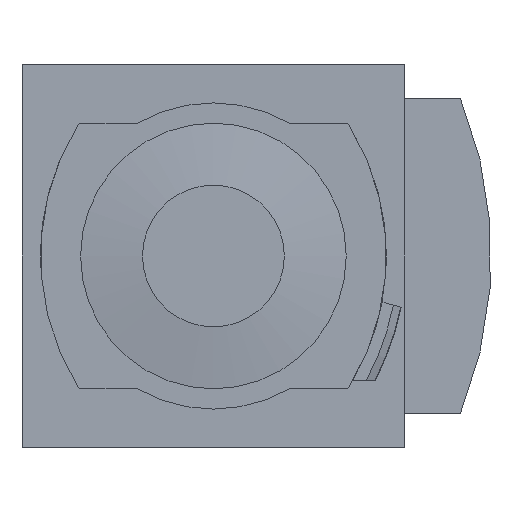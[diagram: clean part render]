
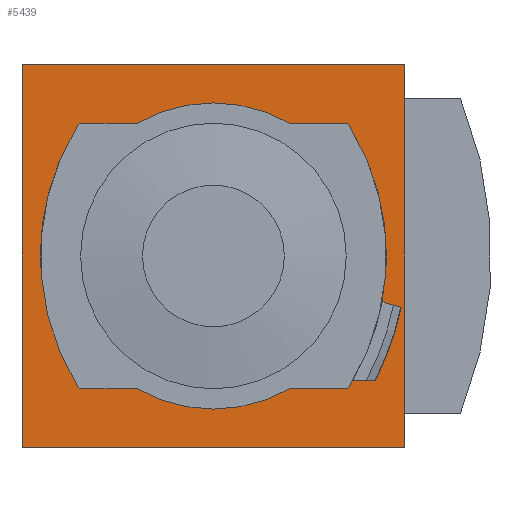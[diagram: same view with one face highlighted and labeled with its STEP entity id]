
A CAD part, front view. The second image highlights one B-rep face of the part: STEP entity #5439.
In plain terms, the highlighted planar face has unit normal (0, -1, 0).
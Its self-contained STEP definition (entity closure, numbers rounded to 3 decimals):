
#104=PLANE('',#5695);
#418=LINE('',#7565,#877);
#419=LINE('',#7568,#878);
#420=LINE('',#7570,#879);
#421=LINE('',#7572,#880);
#422=LINE('',#7573,#881);
#423=LINE('',#7577,#882);
#424=LINE('',#7580,#883);
#425=LINE('',#7584,#884);
#426=LINE('',#7589,#885);
#427=LINE('',#7593,#886);
#877=VECTOR('',#6319,1000.);
#878=VECTOR('',#6320,1000.);
#879=VECTOR('',#6321,1000.);
#880=VECTOR('',#6322,1000.);
#881=VECTOR('',#6323,1000.);
#882=VECTOR('',#6326,1000.);
#883=VECTOR('',#6329,1000.);
#884=VECTOR('',#6332,1000.);
#885=VECTOR('',#6337,1000.);
#886=VECTOR('',#6340,1000.);
#1161=CIRCLE('',#5687,40.);
#1163=CIRCLE('',#5689,40.);
#1167=CIRCLE('',#5694,40.);
#1168=CIRCLE('',#5696,41.2);
#1169=CIRCLE('',#5697,0.5);
#1170=CIRCLE('',#5698,24.8);
#1171=CIRCLE('',#5699,0.5);
#1172=CIRCLE('',#5700,0.5);
#1173=CIRCLE('',#5701,24.8);
#1174=CIRCLE('',#5702,0.5);
#1585=ORIENTED_EDGE('',*,*,#2629,.F.);
#1586=ORIENTED_EDGE('',*,*,#2630,.F.);
#1587=ORIENTED_EDGE('',*,*,#2631,.F.);
#1588=ORIENTED_EDGE('',*,*,#2632,.F.);
#1589=ORIENTED_EDGE('',*,*,#2618,.T.);
#1590=ORIENTED_EDGE('',*,*,#2633,.F.);
#1591=ORIENTED_EDGE('',*,*,#2634,.F.);
#1592=ORIENTED_EDGE('',*,*,#2635,.F.);
#1593=ORIENTED_EDGE('',*,*,#2614,.T.);
#1594=ORIENTED_EDGE('',*,*,#2636,.T.);
#1595=ORIENTED_EDGE('',*,*,#2637,.T.);
#1596=ORIENTED_EDGE('',*,*,#2638,.T.);
#1597=ORIENTED_EDGE('',*,*,#2639,.T.);
#1598=ORIENTED_EDGE('',*,*,#2640,.T.);
#1599=ORIENTED_EDGE('',*,*,#2626,.T.);
#1600=ORIENTED_EDGE('',*,*,#2641,.T.);
#1601=ORIENTED_EDGE('',*,*,#2642,.T.);
#1602=ORIENTED_EDGE('',*,*,#2643,.T.);
#1603=ORIENTED_EDGE('',*,*,#2644,.T.);
#1604=ORIENTED_EDGE('',*,*,#2645,.T.);
#2614=EDGE_CURVE('',#3137,#3136,#1161,.T.);
#2618=EDGE_CURVE('',#3133,#3140,#1163,.T.);
#2626=EDGE_CURVE('',#3145,#3148,#1167,.T.);
#2629=EDGE_CURVE('',#3149,#3150,#418,.T.);
#2630=EDGE_CURVE('',#3151,#3149,#419,.T.);
#2631=EDGE_CURVE('',#3152,#3151,#420,.T.);
#2632=EDGE_CURVE('',#3150,#3152,#421,.T.);
#2633=EDGE_CURVE('',#3153,#3140,#422,.T.);
#2634=EDGE_CURVE('',#3154,#3153,#1168,.F.);
#2635=EDGE_CURVE('',#3137,#3154,#423,.T.);
#2636=EDGE_CURVE('',#3136,#3155,#1169,.T.);
#2637=EDGE_CURVE('',#3155,#3156,#424,.T.);
#2638=EDGE_CURVE('',#3156,#3157,#1170,.T.);
#2639=EDGE_CURVE('',#3157,#3158,#425,.T.);
#2640=EDGE_CURVE('',#3158,#3145,#1171,.T.);
#2641=EDGE_CURVE('',#3148,#3159,#1172,.T.);
#2642=EDGE_CURVE('',#3159,#3160,#426,.T.);
#2643=EDGE_CURVE('',#3160,#3161,#1173,.T.);
#2644=EDGE_CURVE('',#3161,#3162,#427,.T.);
#2645=EDGE_CURVE('',#3162,#3133,#1174,.T.);
#3133=VERTEX_POINT('',#7530);
#3136=VERTEX_POINT('',#7535);
#3137=VERTEX_POINT('',#7537);
#3140=VERTEX_POINT('',#7543);
#3145=VERTEX_POINT('',#7555);
#3148=VERTEX_POINT('',#7560);
#3149=VERTEX_POINT('',#7566);
#3150=VERTEX_POINT('',#7567);
#3151=VERTEX_POINT('',#7569);
#3152=VERTEX_POINT('',#7571);
#3153=VERTEX_POINT('',#7574);
#3154=VERTEX_POINT('',#7576);
#3155=VERTEX_POINT('',#7579);
#3156=VERTEX_POINT('',#7581);
#3157=VERTEX_POINT('',#7583);
#3158=VERTEX_POINT('',#7585);
#3159=VERTEX_POINT('',#7588);
#3160=VERTEX_POINT('',#7590);
#3161=VERTEX_POINT('',#7592);
#3162=VERTEX_POINT('',#7594);
#3433=EDGE_LOOP('',(#1585,#1586,#1587,#1588));
#3434=EDGE_LOOP('',(#1589,#1590,#1591,#1592,#1593,#1594,#1595,#1596,#1597,
#1598,#1599,#1600,#1601,#1602,#1603,#1604));
#3673=FACE_BOUND('',#3433,.T.);
#3674=FACE_BOUND('',#3434,.T.);
#5439=ADVANCED_FACE('',(#3673,#3674),#104,.F.);
#5687=AXIS2_PLACEMENT_3D('',#7536,#6293,#6294);
#5689=AXIS2_PLACEMENT_3D('',#7544,#6299,#6300);
#5694=AXIS2_PLACEMENT_3D('',#7561,#6313,#6314);
#5695=AXIS2_PLACEMENT_3D('',#7564,#6317,#6318);
#5696=AXIS2_PLACEMENT_3D('',#7575,#6324,#6325);
#5697=AXIS2_PLACEMENT_3D('',#7578,#6327,#6328);
#5698=AXIS2_PLACEMENT_3D('',#7582,#6330,#6331);
#5699=AXIS2_PLACEMENT_3D('',#7586,#6333,#6334);
#5700=AXIS2_PLACEMENT_3D('',#7587,#6335,#6336);
#5701=AXIS2_PLACEMENT_3D('',#7591,#6338,#6339);
#5702=AXIS2_PLACEMENT_3D('',#7595,#6341,#6342);
#6293=DIRECTION('',(0.,1.,0.));
#6294=DIRECTION('',(1.,0.,0.));
#6299=DIRECTION('',(0.,1.,0.));
#6300=DIRECTION('',(1.,0.,0.));
#6313=DIRECTION('',(0.,1.,0.));
#6314=DIRECTION('',(1.,0.,0.));
#6317=DIRECTION('',(0.,1.,0.));
#6318=DIRECTION('',(0.,0.,1.));
#6319=DIRECTION('',(-1.,0.,0.));
#6320=DIRECTION('',(0.,0.,-1.));
#6321=DIRECTION('',(1.,0.,0.));
#6322=DIRECTION('',(0.,0.,1.));
#6323=DIRECTION('',(-0.966,0.,0.259));
#6324=DIRECTION('',(0.,1.,0.));
#6325=DIRECTION('',(0.,0.,1.));
#6326=DIRECTION('',(1.,0.,0.));
#6327=DIRECTION('',(0.,1.,0.));
#6328=DIRECTION('',(1.,0.,0.));
#6329=DIRECTION('',(-1.,0.,0.));
#6330=DIRECTION('',(0.,1.,0.));
#6331=DIRECTION('',(1.,0.,0.));
#6332=DIRECTION('',(-1.,0.,0.));
#6333=DIRECTION('',(0.,1.,0.));
#6334=DIRECTION('',(1.,0.,0.));
#6335=DIRECTION('',(0.,1.,0.));
#6336=DIRECTION('',(1.,0.,0.));
#6337=DIRECTION('',(1.,0.,0.));
#6338=DIRECTION('',(0.,1.,0.));
#6339=DIRECTION('',(1.,0.,0.));
#6340=DIRECTION('',(1.,0.,0.));
#6341=DIRECTION('',(0.,1.,0.));
#6342=DIRECTION('',(1.,0.,0.));
#7530=CARTESIAN_POINT('',(21.879,-45.,21.266));
#7535=CARTESIAN_POINT('',(21.879,-45.,-21.266));
#7536=CARTESIAN_POINT('',(-12.,-45.,0.));
#7537=CARTESIAN_POINT('',(22.554,-45.,-20.15));
#7543=CARTESIAN_POINT('',(27.298,-45.,-7.463));
#7544=CARTESIAN_POINT('',(-12.,-45.,0.));
#7555=CARTESIAN_POINT('',(-21.879,-45.,-21.266));
#7560=CARTESIAN_POINT('',(-21.879,-45.,21.266));
#7561=CARTESIAN_POINT('',(12.,-45.,0.));
#7564=CARTESIAN_POINT('',(0.,-45.,0.));
#7565=CARTESIAN_POINT('',(31.,-45.,-31.));
#7566=CARTESIAN_POINT('',(31.,-45.,-31.));
#7567=CARTESIAN_POINT('',(-31.,-45.,-31.));
#7568=CARTESIAN_POINT('',(31.,-45.,31.));
#7569=CARTESIAN_POINT('',(31.,-45.,31.));
#7570=CARTESIAN_POINT('',(-31.,-45.,31.));
#7571=CARTESIAN_POINT('',(-31.,-45.,31.));
#7572=CARTESIAN_POINT('',(-31.,-45.,-31.));
#7573=CARTESIAN_POINT('',(30.42,-45.,-8.3));
#7574=CARTESIAN_POINT('',(28.46,-45.,-7.775));
#7575=CARTESIAN_POINT('',(-12.,-45.,0.));
#7576=CARTESIAN_POINT('',(23.936,-45.,-20.15));
#7577=CARTESIAN_POINT('',(0.,-45.,-20.15));
#7578=CARTESIAN_POINT('',(21.455,-45.,-21.));
#7579=CARTESIAN_POINT('',(21.455,-45.,-21.5));
#7580=CARTESIAN_POINT('',(21.455,-45.,-21.5));
#7581=CARTESIAN_POINT('',(12.361,-45.,-21.5));
#7582=CARTESIAN_POINT('',(0.,-45.,0.));
#7583=CARTESIAN_POINT('',(-12.361,-45.,-21.5));
#7584=CARTESIAN_POINT('',(-12.361,-45.,-21.5));
#7585=CARTESIAN_POINT('',(-21.455,-45.,-21.5));
#7586=CARTESIAN_POINT('',(-21.455,-45.,-21.));
#7587=CARTESIAN_POINT('',(-21.455,-45.,21.));
#7588=CARTESIAN_POINT('',(-21.455,-45.,21.5));
#7589=CARTESIAN_POINT('',(-21.455,-45.,21.5));
#7590=CARTESIAN_POINT('',(-12.361,-45.,21.5));
#7591=CARTESIAN_POINT('',(0.,-45.,0.));
#7592=CARTESIAN_POINT('',(12.361,-45.,21.5));
#7593=CARTESIAN_POINT('',(12.361,-45.,21.5));
#7594=CARTESIAN_POINT('',(21.455,-45.,21.5));
#7595=CARTESIAN_POINT('',(21.455,-45.,21.));
